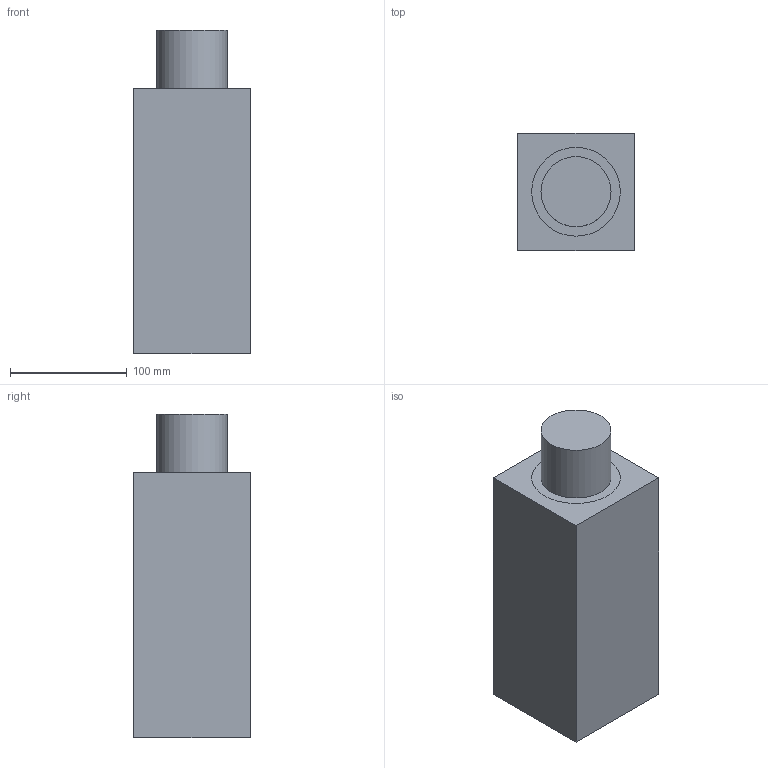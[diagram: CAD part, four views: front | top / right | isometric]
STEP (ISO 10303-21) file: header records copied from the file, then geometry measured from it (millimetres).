
FILE_DESCRIPTION(('FreeCAD Model'),'2;1');
FILE_NAME('Open CASCADE Shape Model','2025-08-30T11:49:55',('Author'),( ''),'Open CASCADE STEP processor 7.8','FreeCAD','Unknown');
FILE_SCHEMA(('AUTOMOTIVE_DESIGN { 1 0 10303 214 1 1 1 1 }'));
Length unit declared in the file: millimetre
Products named in the file (1): Shape
Bounding box: 100 x 100 x 277 mm (x, y, z)
Volume: 406135.1 mm3; surface area: 339263.6 mm2
Topology: 2 solids, 4 shells, 31 faces, 47 edges, 33 vertices
Faces by surface type: plane 25, cylinder 6
Full cylindrical faces by diameter (mm): 60 x1, 71.6 x1, 74 x1, 76 x1, 94 x2
Entity records: 1337 total; most frequent: DIRECTION 222, CARTESIAN_POINT 206, LINE 102, VECTOR 102, ORIENTED_EDGE 94, PCURVE 94, DEFINITIONAL_REPRESENTATION 94, AXIS2_PLACEMENT_3D 49
